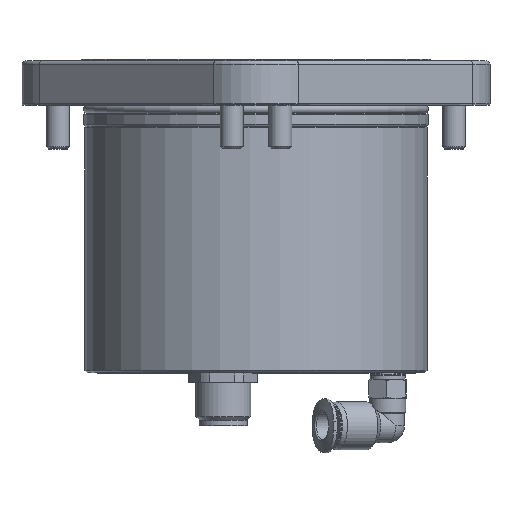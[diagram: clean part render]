
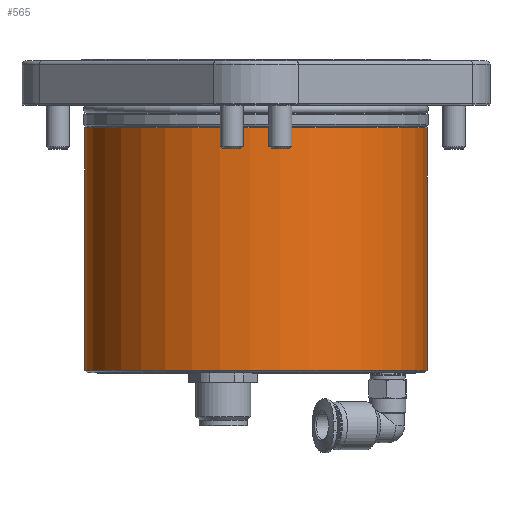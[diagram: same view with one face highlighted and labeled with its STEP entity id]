
A CAD part, top view. The second image highlights one B-rep face of the part: STEP entity #565.
In plain terms, the highlighted cylindrical face has radius 37.3 mm (diameter 74.6 mm), a full revolution.
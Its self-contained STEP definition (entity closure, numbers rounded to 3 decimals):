
#405 = EDGE_CURVE ( 'NONE', #58041, #58041, #64356, .T. ) ;
#565 = ADVANCED_FACE ( 'NONE', ( #76465, #28494 ), #92000, .T. ) ;
#7327 = DIRECTION ( 'NONE',  ( 0.469, 0., 0.883 ) ) ;
#7644 = CARTESIAN_POINT ( 'NONE',  ( 0., -67.8, 0. ) ) ;
#8574 = DIRECTION ( 'NONE',  ( 0., 1., 0. ) ) ;
#27828 = ORIENTED_EDGE ( 'NONE', *, *, #61005, .T. ) ;
#28494 = FACE_OUTER_BOUND ( 'NONE', #53628, .T. ) ;
#28821 = DIRECTION ( 'NONE',  ( -0.469, 0., -0.883 ) ) ;
#29804 = AXIS2_PLACEMENT_3D ( 'NONE', #85860, #51012, #7327 ) ;
#31607 = CIRCLE ( 'NONE', #84156, 37.3 ) ;
#32474 = ORIENTED_EDGE ( 'NONE', *, *, #405, .F. ) ;
#34602 = VERTEX_POINT ( 'NONE', #84492 ) ;
#38412 = DIRECTION ( 'NONE',  ( 0., 1., 0. ) ) ;
#47227 = EDGE_LOOP ( 'NONE', ( #27828 ) ) ;
#51012 = DIRECTION ( 'NONE',  ( 0., 1., 0. ) ) ;
#53628 = EDGE_LOOP ( 'NONE', ( #32474 ) ) ;
#58041 = VERTEX_POINT ( 'NONE', #66044 ) ;
#61005 = EDGE_CURVE ( 'NONE', #34602, #34602, #31607, .T. ) ;
#64356 = CIRCLE ( 'NONE', #67582, 37.3 ) ;
#66044 = CARTESIAN_POINT ( 'NONE',  ( 17.511, -14.9, 32.934 ) ) ;
#67582 = AXIS2_PLACEMENT_3D ( 'NONE', #68513, #38412, #75095 ) ;
#68513 = CARTESIAN_POINT ( 'NONE',  ( 0., -14.9, 0. ) ) ;
#75095 = DIRECTION ( 'NONE',  ( 0.469, 0., 0.883 ) ) ;
#76465 = FACE_OUTER_BOUND ( 'NONE', #47227, .T. ) ;
#84156 = AXIS2_PLACEMENT_3D ( 'NONE', #7644, #8574, #28821 ) ;
#84492 = CARTESIAN_POINT ( 'NONE',  ( -17.511, -67.8, -32.934 ) ) ;
#85860 = CARTESIAN_POINT ( 'NONE',  ( 0., -17.102, 0. ) ) ;
#92000 = CYLINDRICAL_SURFACE ( 'NONE', #29804, 37.3 ) ;
